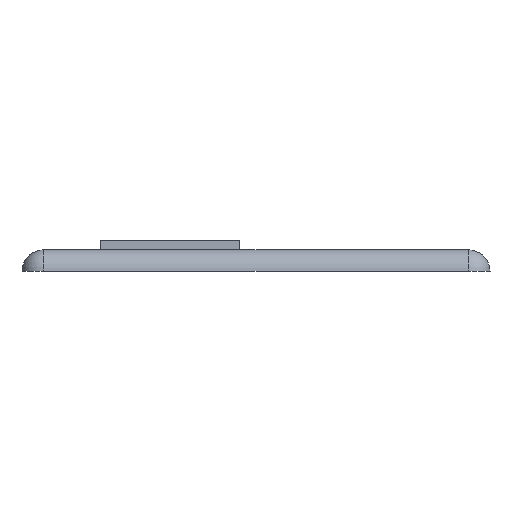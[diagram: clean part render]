
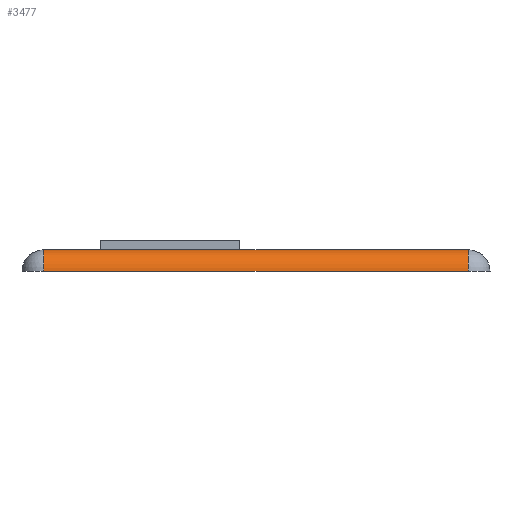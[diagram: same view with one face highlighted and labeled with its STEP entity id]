
A CAD part, left-side view. The second image highlights one B-rep face of the part: STEP entity #3477.
In plain terms, the highlighted cylindrical face has radius 3 mm (diameter 6 mm), a partial arc.
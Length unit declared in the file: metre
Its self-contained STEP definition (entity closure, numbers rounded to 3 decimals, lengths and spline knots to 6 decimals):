
#80=CYLINDRICAL_SURFACE('',#3695,0.003);
#141=CIRCLE('',#3692,0.003);
#143=CIRCLE('',#3696,0.003);
#1195=ORIENTED_EDGE('',*,*,#1703,.T.);
#1196=ORIENTED_EDGE('',*,*,#1427,.T.);
#1197=ORIENTED_EDGE('',*,*,#1705,.F.);
#1198=ORIENTED_EDGE('',*,*,#1213,.F.);
#1213=EDGE_CURVE('',#1709,#1710,#2041,.T.);
#1427=EDGE_CURVE('',#1884,#1883,#2183,.T.);
#1703=EDGE_CURVE('',#1709,#1884,#141,.T.);
#1705=EDGE_CURVE('',#1710,#1883,#143,.T.);
#1709=VERTEX_POINT('',#4485);
#1710=VERTEX_POINT('',#4486);
#1883=VERTEX_POINT('',#4959);
#1884=VERTEX_POINT('',#4961);
#2041=LINE('',#4484,#2399);
#2183=LINE('',#4960,#2541);
#2399=VECTOR('',#3708,1.);
#2541=VECTOR('',#4042,1.);
#2968=EDGE_LOOP('',(#1195,#1196,#1197,#1198));
#3184=FACE_BOUND('',#2968,.T.);
#3477=ADVANCED_FACE('',(#3184),#80,.T.);
#3692=AXIS2_PLACEMENT_3D('',#5888,#4458,#4459);
#3695=AXIS2_PLACEMENT_3D('',#5891,#4464,#4465);
#3696=AXIS2_PLACEMENT_3D('',#5892,#4466,#4467);
#3708=DIRECTION('',(0.,-1.,0.));
#4042=DIRECTION('',(0.,-1.,0.));
#4458=DIRECTION('',(0.,-1.,0.));
#4459=DIRECTION('',(0.,0.,-1.));
#4464=DIRECTION('',(0.,1.,0.));
#4465=DIRECTION('',(0.,0.,1.));
#4466=DIRECTION('',(0.,-1.,0.));
#4467=DIRECTION('',(0.,0.,-1.));
#4484=CARTESIAN_POINT('',(-0.047924,-0.035637,0.016));
#4485=CARTESIAN_POINT('',(-0.047924,0.023363,0.016));
#4486=CARTESIAN_POINT('',(-0.047924,-0.035637,0.016));
#4959=CARTESIAN_POINT('',(-0.050924,-0.035637,0.013));
#4960=CARTESIAN_POINT('',(-0.050924,-0.006137,0.013));
#4961=CARTESIAN_POINT('',(-0.050924,0.023363,0.013));
#5888=CARTESIAN_POINT('',(-0.047924,0.023363,0.013));
#5891=CARTESIAN_POINT('',(-0.047924,-0.006137,0.013));
#5892=CARTESIAN_POINT('',(-0.047924,-0.035637,0.013));
